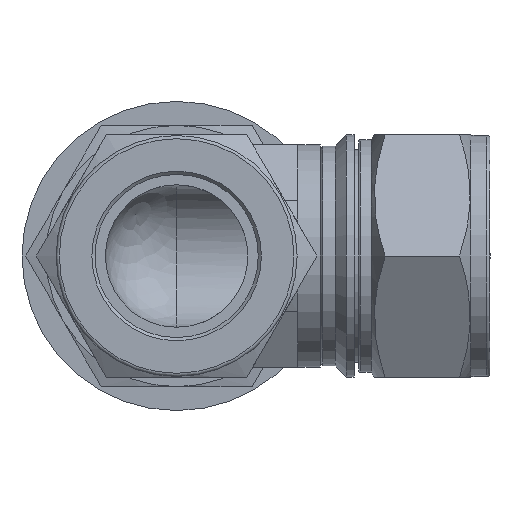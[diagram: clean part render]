
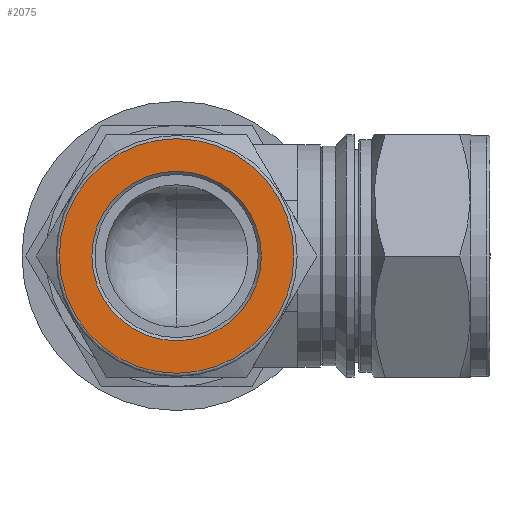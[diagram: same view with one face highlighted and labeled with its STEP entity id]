
A CAD part, left-side view. The second image highlights one B-rep face of the part: STEP entity #2075.
In plain terms, the highlighted planar face has unit normal (-1, 0, 0).
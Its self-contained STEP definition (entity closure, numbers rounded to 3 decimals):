
#45=FACE_BOUND('',#427,.T.);
#129=CIRCLE('',#2274,13.3);
#130=CIRCLE('',#2276,18.4);
#280=FACE_OUTER_BOUND('',#426,.T.);
#426=EDGE_LOOP('',(#1522));
#427=EDGE_LOOP('',(#1523));
#905=VERTEX_POINT('',#3382);
#906=VERTEX_POINT('',#3386);
#1131=EDGE_CURVE('',#905,#905,#129,.T.);
#1132=EDGE_CURVE('',#906,#906,#130,.T.);
#1522=ORIENTED_EDGE('',*,*,#1132,.F.);
#1523=ORIENTED_EDGE('',*,*,#1131,.T.);
#1979=PLANE('',#2275);
#2075=ADVANCED_FACE('',(#280,#45),#1979,.T.);
#2274=AXIS2_PLACEMENT_3D('',#3384,#2664,#2665);
#2275=AXIS2_PLACEMENT_3D('',#3385,#2666,#2667);
#2276=AXIS2_PLACEMENT_3D('',#3387,#2668,#2669);
#2664=DIRECTION('center_axis',(1.,0.,0.));
#2665=DIRECTION('ref_axis',(0.,0.,-1.));
#2666=DIRECTION('center_axis',(-1.,0.,0.));
#2667=DIRECTION('ref_axis',(0.,0.,1.));
#2668=DIRECTION('center_axis',(1.,0.,0.));
#2669=DIRECTION('ref_axis',(0.,0.,-1.));
#3382=CARTESIAN_POINT('',(-49.147,-13.3,0.));
#3384=CARTESIAN_POINT('Origin',(-49.147,0.,
0.));
#3385=CARTESIAN_POINT('Origin',(-49.147,18.4,0.));
#3386=CARTESIAN_POINT('',(-49.147,0.,18.4));
#3387=CARTESIAN_POINT('Origin',(-49.147,0.,
0.));
